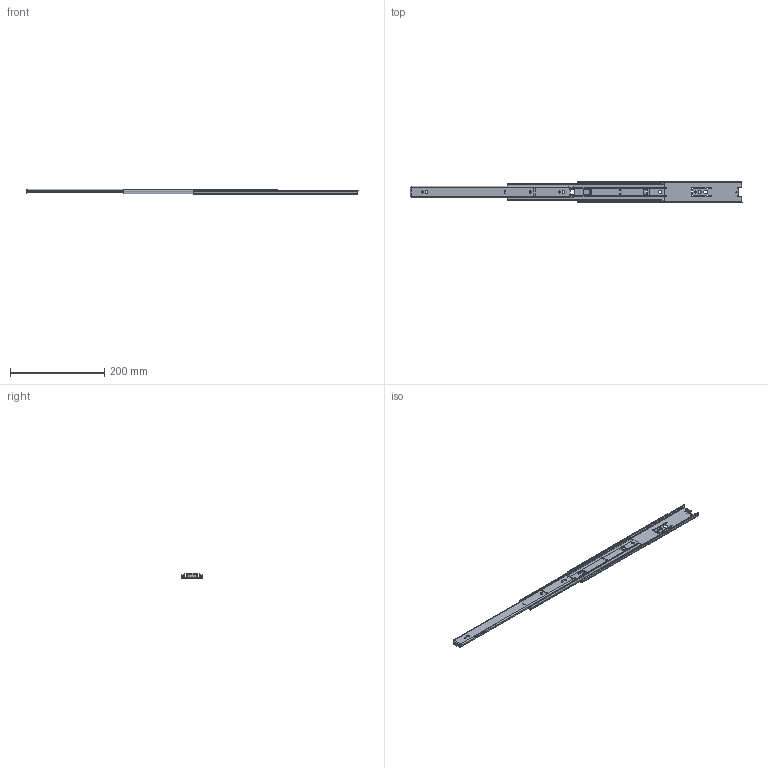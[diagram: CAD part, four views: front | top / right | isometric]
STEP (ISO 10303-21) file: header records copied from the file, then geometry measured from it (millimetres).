
FILE_DESCRIPTION (( 'STEP AP203' ), '1' );
FILE_NAME ('46006200-14.STEP', '2016-05-09T00:30:38', ( '' ), ( '' ), 'SwSTEP 2.0', 'SolidWorks 2016', '' );
FILE_SCHEMA (( 'CONFIG_CONTROL_DESIGN' ));
Length unit declared in the file: millimetre
Products named in the file (4): 46006200-14; 46006201-14; 46006202-14; 46006203-14
Assembly tree (3 placements, depth 2):
  46006200-14
    46006201-14
    46006202-14
    46006203-14
Bounding box: 706 x 45.4 x 12.7 mm (x, y, z)
Volume: 60418.5 mm3; surface area: 100147.9 mm2
Topology: 3 solids, 3 shells, 372 faces, 1066 edges, 697 vertices
Faces by surface type: plane 176, cylinder 168, bspline 26, sphere 2
Entity records: 14269 total; most frequent: CARTESIAN_POINT 4026, ORIENTED_EDGE 2126, DIRECTION 1992, EDGE_CURVE 1063, VERTEX_POINT 697, AXIS2_PLACEMENT_3D 678, LINE 636, VECTOR 636
